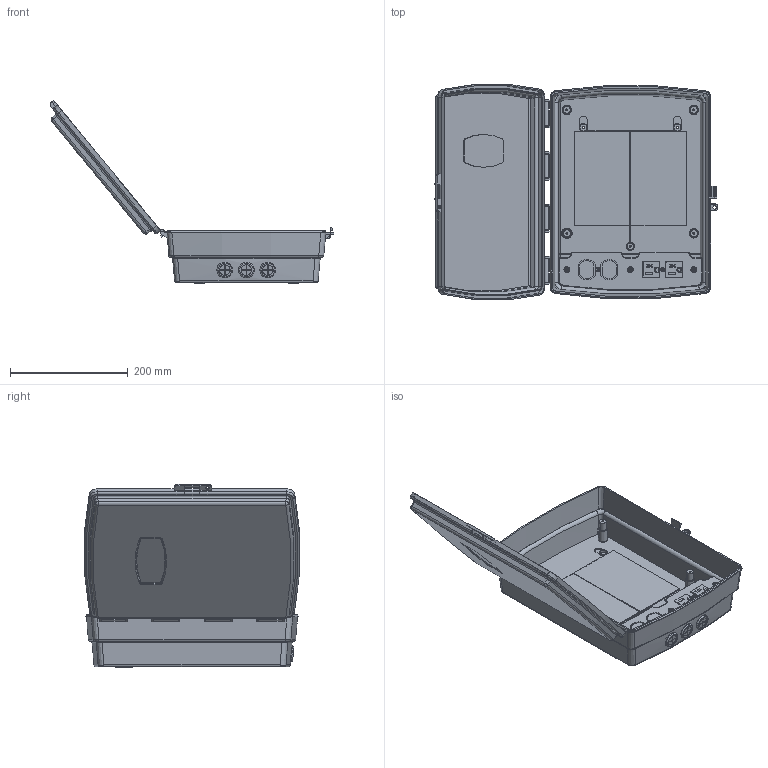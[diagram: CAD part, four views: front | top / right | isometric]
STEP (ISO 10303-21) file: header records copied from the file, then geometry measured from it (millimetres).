
FILE_DESCRIPTION (( 'STEP AP214' ), '1' );
FILE_NAME ('TEP141004-100-4.STEP', '2019-05-08T18:57:36', ( '' ), ( '' ), 'SwSTEP 2.0', 'SolidWorks 2018', '' );
FILE_SCHEMA (( 'AUTOMOTIVE_DESIGN' ));
Length unit declared in the file: inch
Products named in the file (10): NBP141004_LowerPlate; TEP141004-100-4; NBP141004_ConduitGrommit; NBP141004_Lid; NBP141004_outletScrew; NBP141004_Velcro tape; NBP141004_120VAC outlet; NBP141004_PanelScrew; NBP141004_Panel; NBP141004_Box
Assembly tree (14 placements, depth 2):
  TEP141004-100-4
    NBP141004_Box
    NBP141004_Lid
    NBP141004_ConduitGrommit  x3
    NBP141004_LowerPlate
    NBP141004_Panel
    NBP141004_120VAC outlet
    NBP141004_Velcro tape  x2
    NBP141004_PanelScrew  x3
    NBP141004_outletScrew
Bounding box: 483.06 x 366.88 x 312.42 mm (x, y, z)
Volume: 1119427.3 mm3; surface area: 794471.8 mm2
Topology: 14 solids, 14 shells, 1342 faces, 3320 edges, 2063 vertices
Faces by surface type: plane 575, cylinder 373, cone 166, torus 142, bspline 64, sphere 22
Entity records: 50257 total; most frequent: CARTESIAN_POINT 11441, DIRECTION 6262, ORIENTED_EDGE 6056, EDGE_CURVE 3028, AXIS2_PLACEMENT_3D 2315, VERTEX_POINT 1893, LINE 1632, VECTOR 1632
